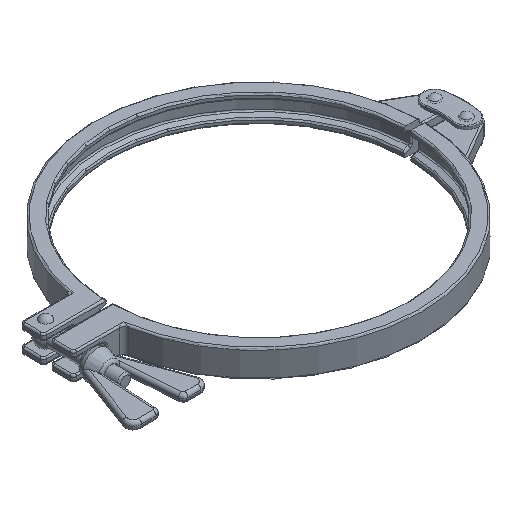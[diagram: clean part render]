
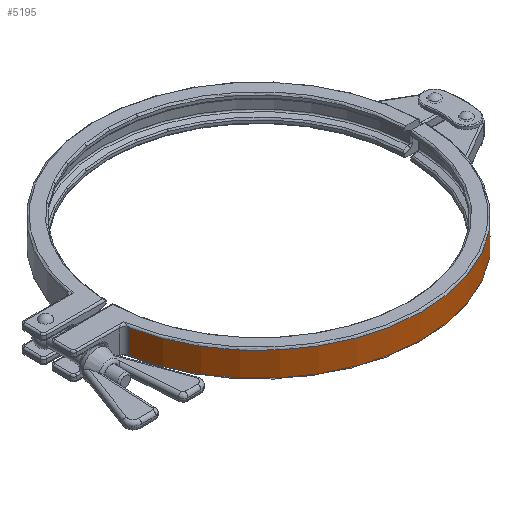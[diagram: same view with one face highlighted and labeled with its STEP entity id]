
A CAD part, isometric view. The second image highlights one B-rep face of the part: STEP entity #5195.
In plain terms, the highlighted cylindrical face has radius 98.5 mm (diameter 197 mm), a partial arc.
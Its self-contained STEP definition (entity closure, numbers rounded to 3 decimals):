
#4696=CARTESIAN_POINT('',(-96.759,18.438,-7.25));
#4697=VERTEX_POINT('',#4696);
#4715=CARTESIAN_POINT('',(-96.759,18.438,7.25));
#4716=VERTEX_POINT('',#4715);
#4724=CARTESIAN_POINT('',(-96.759,18.438,7.25));
#4725=DIRECTION('',(0.0,0.0,-1.0));
#4726=VECTOR('',#4725,14.5);
#4727=LINE('',#4724,#4726);
#4728=EDGE_CURVE('',#4716,#4697,#4727,.T.);
#5040=CARTESIAN_POINT('',(98.48,2.,-7.25));
#5041=VERTEX_POINT('',#5040);
#5042=CARTESIAN_POINT('',(0.0,0.0,-7.25));
#5043=DIRECTION('',(0.0,0.0,-1.));
#5044=DIRECTION('',(0.071,0.997,0.0));
#5045=AXIS2_PLACEMENT_3D('',#5042,#5043,#5044);
#5046=CIRCLE('',#5045,98.5);
#5047=EDGE_CURVE('',#4697,#5041,#5046,.T.);
#5086=CARTESIAN_POINT('',(0.0,0.0,0.0));
#5087=DIRECTION('',(0.0,0.0,1.0));
#5088=DIRECTION('',(0.95,0.312,0.0));
#5089=AXIS2_PLACEMENT_3D('',#5086,#5087,#5088);
#5090=CYLINDRICAL_SURFACE('',#5089,98.5);
#5091=ORIENTED_EDGE('',*,*,#4728,.F.);
#5092=CARTESIAN_POINT('',(98.48,2.,7.25));
#5093=VERTEX_POINT('',#5092);
#5094=CARTESIAN_POINT('',(0.0,0.0,7.25));
#5095=DIRECTION('',(0.0,0.0,1.));
#5096=DIRECTION('',(0.071,0.997,0.0));
#5097=AXIS2_PLACEMENT_3D('',#5094,#5095,#5096);
#5098=CIRCLE('',#5097,98.5);
#5099=EDGE_CURVE('',#5093,#4716,#5098,.T.);
#5100=ORIENTED_EDGE('',*,*,#5099,.F.);
#5101=CARTESIAN_POINT('',(98.48,2.,6.342));
#5102=VERTEX_POINT('',#5101);
#5103=CARTESIAN_POINT('',(98.48,2.,7.25));
#5104=DIRECTION('',(0.,0.,-1.0));
#5105=VECTOR('',#5104,0.908);
#5106=LINE('',#5103,#5105);
#5107=EDGE_CURVE('',#5093,#5102,#5106,.T.);
#5108=ORIENTED_EDGE('',*,*,#5107,.T.);
#5109=CARTESIAN_POINT('',(98.456,2.94,6.5));
#5110=VERTEX_POINT('',#5109);
#5111=CARTESIAN_POINT('',(98.456,2.94,6.5));
#5112=CARTESIAN_POINT('',(98.463,2.721,6.5));
#5113=CARTESIAN_POINT('',(98.471,2.402,6.463));
#5114=CARTESIAN_POINT('',(98.478,2.094,6.375));
#5115=CARTESIAN_POINT('',(98.48,2.,6.342));
#5116=B_SPLINE_CURVE_WITH_KNOTS('',3,(#5111,#5112,#5113,#5114,#5115),.UNSPECIFIED.,.F.,.U.,(4,1,4),(1.877,1.944,1.974),.UNSPECIFIED.);
#5117=EDGE_CURVE('',#5110,#5102,#5116,.T.);
#5118=ORIENTED_EDGE('',*,*,#5117,.F.);
#5119=CARTESIAN_POINT('',(94.65,27.269,6.5));
#5120=VERTEX_POINT('',#5119);
#5121=CARTESIAN_POINT('',(0.0,0.0,6.5));
#5122=DIRECTION('',(0.0,0.0,-1.));
#5123=DIRECTION('',(0.986,0.165,0.0));
#5124=AXIS2_PLACEMENT_3D('',#5121,#5122,#5123);
#5125=CIRCLE('',#5124,98.5);
#5126=EDGE_CURVE('',#5120,#5110,#5125,.T.);
#5127=ORIENTED_EDGE('',*,*,#5126,.F.);
#5128=CARTESIAN_POINT('',(93.357,31.411,3.5));
#5129=VERTEX_POINT('',#5128);
#5130=CARTESIAN_POINT('',(93.357,31.411,3.5));
#5131=CARTESIAN_POINT('',(93.357,31.411,3.639));
#5132=CARTESIAN_POINT('',(93.367,31.383,3.921));
#5133=CARTESIAN_POINT('',(93.421,31.222,4.457));
#5134=CARTESIAN_POINT('',(93.542,30.857,5.046));
#5135=CARTESIAN_POINT('',(93.705,30.359,5.507));
#5136=CARTESIAN_POINT('',(93.919,29.692,5.955));
#5137=CARTESIAN_POINT('',(94.111,29.081,6.214));
#5138=CARTESIAN_POINT('',(94.382,28.189,6.444));
#5139=CARTESIAN_POINT('',(94.537,27.663,6.5));
#5140=CARTESIAN_POINT('',(94.65,27.269,6.5));
#5141=B_SPLINE_CURVE_WITH_KNOTS('',3,(#5130,#5131,#5132,#5133,#5134,#5135,#5136,#5137,#5138,#5139,#5140),.UNSPECIFIED.,.F.,.U.,(4,1,1,1,1,1,1,1,4),(0.0,0.042,0.084,0.167,0.251,0.293,0.418,0.46,0.585),.UNSPECIFIED.);
#5142=EDGE_CURVE('',#5129,#5120,#5141,.T.);
#5143=ORIENTED_EDGE('',*,*,#5142,.F.);
#5144=CARTESIAN_POINT('',(93.357,31.411,-3.5));
#5145=VERTEX_POINT('',#5144);
#5146=CARTESIAN_POINT('',(93.357,31.411,-3.5));
#5147=DIRECTION('',(0.0,0.0,1.0));
#5148=VECTOR('',#5147,7.);
#5149=LINE('',#5146,#5148);
#5150=EDGE_CURVE('',#5145,#5129,#5149,.T.);
#5151=ORIENTED_EDGE('',*,*,#5150,.F.);
#5152=CARTESIAN_POINT('',(94.65,27.269,-6.5));
#5153=VERTEX_POINT('',#5152);
#5154=CARTESIAN_POINT('',(94.65,27.269,-6.5));
#5155=CARTESIAN_POINT('',(94.499,27.795,-6.5));
#5156=CARTESIAN_POINT('',(94.226,28.713,-6.37));
#5157=CARTESIAN_POINT('',(93.92,29.691,-5.955));
#5158=CARTESIAN_POINT('',(93.705,30.359,-5.508));
#5159=CARTESIAN_POINT('',(93.543,30.855,-5.049));
#5160=CARTESIAN_POINT('',(93.421,31.222,-4.457));
#5161=CARTESIAN_POINT('',(93.367,31.383,-3.922));
#5162=CARTESIAN_POINT('',(93.357,31.411,-3.639));
#5163=CARTESIAN_POINT('',(93.357,31.411,-3.5));
#5164=B_SPLINE_CURVE_WITH_KNOTS('',3,(#5154,#5155,#5156,#5157,#5158,#5159,#5160,#5161,#5162,#5163),.UNSPECIFIED.,.F.,.U.,(4,1,1,1,1,1,1,4),(0.0,0.167,0.293,0.335,0.418,0.502,0.544,0.586),.UNSPECIFIED.);
#5165=EDGE_CURVE('',#5153,#5145,#5164,.T.);
#5166=ORIENTED_EDGE('',*,*,#5165,.F.);
#5167=CARTESIAN_POINT('',(98.456,2.94,-6.5));
#5168=VERTEX_POINT('',#5167);
#5169=CARTESIAN_POINT('',(0.0,0.0,-6.5));
#5170=DIRECTION('',(0.0,0.0,1.));
#5171=DIRECTION('',(0.986,0.165,0.0));
#5172=AXIS2_PLACEMENT_3D('',#5169,#5170,#5171);
#5173=CIRCLE('',#5172,98.5);
#5174=EDGE_CURVE('',#5168,#5153,#5173,.T.);
#5175=ORIENTED_EDGE('',*,*,#5174,.F.);
#5176=CARTESIAN_POINT('',(98.48,2.,-6.342));
#5177=VERTEX_POINT('',#5176);
#5178=CARTESIAN_POINT('',(98.48,2.,-6.343));
#5179=CARTESIAN_POINT('',(98.478,2.095,-6.375));
#5180=CARTESIAN_POINT('',(98.471,2.402,-6.464));
#5181=CARTESIAN_POINT('',(98.463,2.721,-6.5));
#5182=CARTESIAN_POINT('',(98.456,2.94,-6.5));
#5183=B_SPLINE_CURVE_WITH_KNOTS('',3,(#5178,#5179,#5180,#5181,#5182),.UNSPECIFIED.,.F.,.U.,(4,1,4),(1.779,1.81,1.877),.UNSPECIFIED.);
#5184=EDGE_CURVE('',#5177,#5168,#5183,.T.);
#5185=ORIENTED_EDGE('',*,*,#5184,.F.);
#5186=CARTESIAN_POINT('',(98.48,2.,-6.342));
#5187=DIRECTION('',(0.,0.,-1.0));
#5188=VECTOR('',#5187,0.908);
#5189=LINE('',#5186,#5188);
#5190=EDGE_CURVE('',#5177,#5041,#5189,.T.);
#5191=ORIENTED_EDGE('',*,*,#5190,.T.);
#5192=ORIENTED_EDGE('',*,*,#5047,.F.);
#5193=EDGE_LOOP('',(#5091,#5100,#5108,#5118,#5127,#5143,#5151,#5166,#5175,#5185,#5191,#5192));
#5194=FACE_OUTER_BOUND('',#5193,.T.);
#5195=ADVANCED_FACE('',(#5194),#5090,.T.);
